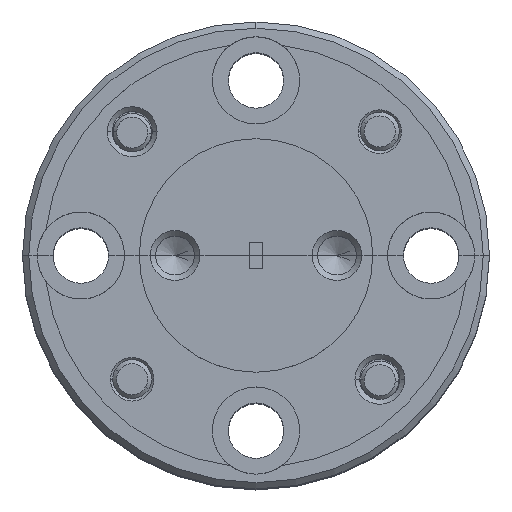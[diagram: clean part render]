
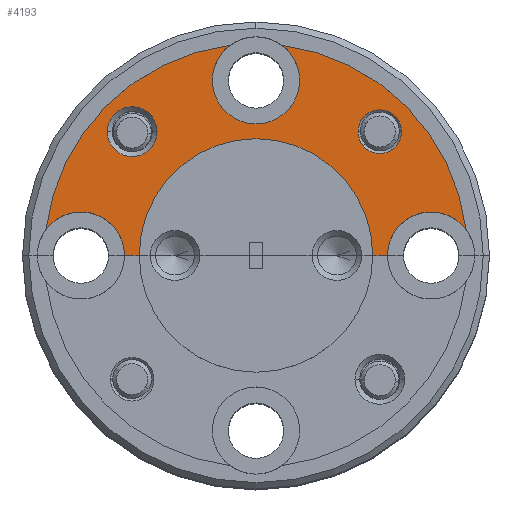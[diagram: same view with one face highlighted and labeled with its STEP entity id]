
A CAD part, top view. The second image highlights one B-rep face of the part: STEP entity #4193.
In plain terms, the highlighted planar face has unit normal (0, 0, 1).
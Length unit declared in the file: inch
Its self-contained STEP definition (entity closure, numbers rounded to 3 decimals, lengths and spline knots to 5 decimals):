
#63 = LINE ( 'NONE', #6486, #5517 ) ;
#139 = AXIS2_PLACEMENT_3D ( 'NONE', #10109, #7963, #9151 ) ;
#535 = AXIS2_PLACEMENT_3D ( 'NONE', #12344, #7370, #6216 ) ;
#605 = CIRCLE ( 'NONE', #7073, 0.34 ) ;
#884 = CARTESIAN_POINT ( 'NONE',  ( 0.28125, 0., -0.02 ) ) ;
#967 = DIRECTION ( 'NONE',  ( 0., 0., 1. ) ) ;
#1023 = DIRECTION ( 'NONE',  ( 1., 0., 0. ) ) ;
#1109 = AXIS2_PLACEMENT_3D ( 'NONE', #3549, #11920, #3690 ) ;
#1134 = DIRECTION ( 'NONE',  ( 1., 0., 0. ) ) ;
#1228 = AXIS2_PLACEMENT_3D ( 'NONE', #6889, #1700, #7637 ) ;
#1376 = EDGE_LOOP ( 'NONE', ( #3911, #10508 ) ) ;
#1480 = CIRCLE ( 'NONE', #6027, 0.1875 ) ;
#1542 = CIRCLE ( 'NONE', #4349, 0.04 ) ;
#1582 = ORIENTED_EDGE ( 'NONE', *, *, #6299, .T. ) ;
#1700 = DIRECTION ( 'NONE',  ( 0., 0., 1. ) ) ;
#1717 = CARTESIAN_POINT ( 'NONE',  ( 0.1875, 0., -0.02 ) ) ;
#1764 = VERTEX_POINT ( 'NONE', #11861 ) ;
#1769 = EDGE_CURVE ( 'NONE', #7763, #8469, #2543, .T. ) ;
#2335 = DIRECTION ( 'NONE',  ( 0., 0., 1. ) ) ;
#2356 = CIRCLE ( 'NONE', #3850, 0.07 ) ;
#2369 = VERTEX_POINT ( 'NONE', #12674 ) ;
#2481 = CARTESIAN_POINT ( 'NONE',  ( 0.19887, 0.19887, -0.02 ) ) ;
#2543 = CIRCLE ( 'NONE', #12439, 0.035 ) ;
#2694 = EDGE_CURVE ( 'NONE', #2942, #5601, #10262, .T. ) ;
#2942 = VERTEX_POINT ( 'NONE', #11927 ) ;
#3076 = DIRECTION ( 'NONE',  ( 0., 0., 1. ) ) ;
#3077 = EDGE_CURVE ( 'NONE', #8743, #10206, #7036, .T. ) ;
#3109 = CARTESIAN_POINT ( 'NONE',  ( -0.19887, 0.19887, -0.02 ) ) ;
#3214 = CARTESIAN_POINT ( 'NONE',  ( 0., 0.28125, -0.02 ) ) ;
#3295 = PLANE ( 'NONE',  #12186 ) ;
#3336 = CARTESIAN_POINT ( 'NONE',  ( -0.19887, 0.19887, -0.02 ) ) ;
#3518 = CARTESIAN_POINT ( 'NONE',  ( 0.04177, 0.33742, -0.02 ) ) ;
#3549 = CARTESIAN_POINT ( 'NONE',  ( 0., 0.28125, -0.02 ) ) ;
#3690 = DIRECTION ( 'NONE',  ( 1., 0., 0. ) ) ;
#3732 = EDGE_CURVE ( 'NONE', #4492, #7668, #63, .T. ) ;
#3850 = AXIS2_PLACEMENT_3D ( 'NONE', #884, #13213, #1023 ) ;
#3909 = CIRCLE ( 'NONE', #6927, 0.035 ) ;
#3911 = ORIENTED_EDGE ( 'NONE', *, *, #1769, .F. ) ;
#4131 = EDGE_LOOP ( 'NONE', ( #6395, #6524, #4495, #11635, #9743, #1582, #5854, #4454, #10502, #9998 ) ) ;
#4193 = ADVANCED_FACE ( 'NONE', ( #8555, #10436, #11386 ), #3295, .T. ) ;
#4211 = CARTESIAN_POINT ( 'NONE',  ( 0.19887, 0.19887, -0.02 ) ) ;
#4349 = AXIS2_PLACEMENT_3D ( 'NONE', #3336, #2335, #6444 ) ;
#4391 = EDGE_LOOP ( 'NONE', ( #7227, #12170 ) ) ;
#4454 = ORIENTED_EDGE ( 'NONE', *, *, #12954, .F. ) ;
#4492 = VERTEX_POINT ( 'NONE', #6987 ) ;
#4495 = ORIENTED_EDGE ( 'NONE', *, *, #5407, .F. ) ;
#4553 = DIRECTION ( 'NONE',  ( 1., 0., 0. ) ) ;
#5360 = DIRECTION ( 'NONE',  ( 0., 0., 1. ) ) ;
#5407 = EDGE_CURVE ( 'NONE', #6835, #5601, #13019, .T. ) ;
#5517 = VECTOR ( 'NONE', #7426, 39.37008 ) ;
#5553 = LINE ( 'NONE', #9658, #8953 ) ;
#5583 = CIRCLE ( 'NONE', #13094, 0.04 ) ;
#5601 = VERTEX_POINT ( 'NONE', #3518 ) ;
#5840 = CARTESIAN_POINT ( 'NONE',  ( -0.15887, 0.19887, -0.02 ) ) ;
#5854 = ORIENTED_EDGE ( 'NONE', *, *, #3077, .F. ) ;
#6027 = AXIS2_PLACEMENT_3D ( 'NONE', #7207, #10234, #12267 ) ;
#6158 = CARTESIAN_POINT ( 'NONE',  ( -0.21125, 0., -0.02 ) ) ;
#6186 = CARTESIAN_POINT ( 'NONE',  ( -0.23887, 0.19887, -0.02 ) ) ;
#6216 = DIRECTION ( 'NONE',  ( 1., 0., 0. ) ) ;
#6299 = EDGE_CURVE ( 'NONE', #2369, #10206, #605, .T. ) ;
#6354 = VERTEX_POINT ( 'NONE', #11563 ) ;
#6395 = ORIENTED_EDGE ( 'NONE', *, *, #6636, .F. ) ;
#6444 = DIRECTION ( 'NONE',  ( 1., 0., 0. ) ) ;
#6471 = AXIS2_PLACEMENT_3D ( 'NONE', #3214, #3076, #7199 ) ;
#6486 = CARTESIAN_POINT ( 'NONE',  ( -0.375, 0., -0.02 ) ) ;
#6524 = ORIENTED_EDGE ( 'NONE', *, *, #2694, .T. ) ;
#6636 = EDGE_CURVE ( 'NONE', #2942, #4492, #2356, .T. ) ;
#6835 = VERTEX_POINT ( 'NONE', #7639 ) ;
#6889 = CARTESIAN_POINT ( 'NONE',  ( -0.28125, 0., -0.02 ) ) ;
#6927 = AXIS2_PLACEMENT_3D ( 'NONE', #4211, #967, #12364 ) ;
#6987 = CARTESIAN_POINT ( 'NONE',  ( 0.21125, 0., -0.02 ) ) ;
#7036 = CIRCLE ( 'NONE', #1228, 0.07 ) ;
#7073 = AXIS2_PLACEMENT_3D ( 'NONE', #12563, #5360, #4553 ) ;
#7199 = DIRECTION ( 'NONE',  ( 1., 0., 0. ) ) ;
#7207 = CARTESIAN_POINT ( 'NONE',  ( 0., 0., -0.02 ) ) ;
#7208 = CARTESIAN_POINT ( 'NONE',  ( 0., 0., -0.02 ) ) ;
#7227 = ORIENTED_EDGE ( 'NONE', *, *, #12391, .F. ) ;
#7312 = CARTESIAN_POINT ( 'NONE',  ( 0.23387, 0.19887, -0.02 ) ) ;
#7370 = DIRECTION ( 'NONE',  ( 0., 0., 1. ) ) ;
#7426 = DIRECTION ( 'NONE',  ( -1., 0., 0. ) ) ;
#7524 = VERTEX_POINT ( 'NONE', #6186 ) ;
#7611 = EDGE_CURVE ( 'NONE', #2369, #1764, #7770, .T. ) ;
#7637 = DIRECTION ( 'NONE',  ( 1., 0., 0. ) ) ;
#7639 = CARTESIAN_POINT ( 'NONE',  ( 0.07, 0.28125, -0.02 ) ) ;
#7668 = VERTEX_POINT ( 'NONE', #1717 ) ;
#7763 = VERTEX_POINT ( 'NONE', #7312 ) ;
#7770 = CIRCLE ( 'NONE', #6471, 0.07 ) ;
#7963 = DIRECTION ( 'NONE',  ( 0., 0., 1. ) ) ;
#8033 = EDGE_CURVE ( 'NONE', #7668, #6354, #1480, .T. ) ;
#8122 = DIRECTION ( 'NONE',  ( 0., 0., 1. ) ) ;
#8469 = VERTEX_POINT ( 'NONE', #10215 ) ;
#8555 = FACE_BOUND ( 'NONE', #4391, .T. ) ;
#8619 = DIRECTION ( 'NONE',  ( 0., 0., 1. ) ) ;
#8692 = EDGE_CURVE ( 'NONE', #7524, #9792, #5583, .T. ) ;
#8743 = VERTEX_POINT ( 'NONE', #6158 ) ;
#8953 = VECTOR ( 'NONE', #10807, 39.37008 ) ;
#9151 = DIRECTION ( 'NONE',  ( 1., 0., 0. ) ) ;
#9658 = CARTESIAN_POINT ( 'NONE',  ( -0.375, 0., -0.02 ) ) ;
#9743 = ORIENTED_EDGE ( 'NONE', *, *, #7611, .F. ) ;
#9792 = VERTEX_POINT ( 'NONE', #5840 ) ;
#9998 = ORIENTED_EDGE ( 'NONE', *, *, #3732, .F. ) ;
#10109 = CARTESIAN_POINT ( 'NONE',  ( 0., 0., -0.02 ) ) ;
#10206 = VERTEX_POINT ( 'NONE', #10212 ) ;
#10212 = CARTESIAN_POINT ( 'NONE',  ( -0.33743, 0.04177, -0.02 ) ) ;
#10215 = CARTESIAN_POINT ( 'NONE',  ( 0.16387, 0.19887, -0.02 ) ) ;
#10234 = DIRECTION ( 'NONE',  ( 0., 0., 1. ) ) ;
#10262 = CIRCLE ( 'NONE', #139, 0.34 ) ;
#10305 = DIRECTION ( 'NONE',  ( 0., 0., 1. ) ) ;
#10436 = FACE_BOUND ( 'NONE', #1376, .T. ) ;
#10502 = ORIENTED_EDGE ( 'NONE', *, *, #8033, .F. ) ;
#10508 = ORIENTED_EDGE ( 'NONE', *, *, #10667, .F. ) ;
#10667 = EDGE_CURVE ( 'NONE', #8469, #7763, #3909, .T. ) ;
#10807 = DIRECTION ( 'NONE',  ( -1., 0., 0. ) ) ;
#11386 = FACE_OUTER_BOUND ( 'NONE', #4131, .T. ) ;
#11422 = DIRECTION ( 'NONE',  ( 1., 0., 0. ) ) ;
#11563 = CARTESIAN_POINT ( 'NONE',  ( -0.1875, 0., -0.02 ) ) ;
#11599 = DIRECTION ( 'NONE',  ( 1., 0., 0. ) ) ;
#11635 = ORIENTED_EDGE ( 'NONE', *, *, #11733, .F. ) ;
#11733 = EDGE_CURVE ( 'NONE', #1764, #6835, #12733, .T. ) ;
#11861 = CARTESIAN_POINT ( 'NONE',  ( -0.07, 0.28125, -0.02 ) ) ;
#11920 = DIRECTION ( 'NONE',  ( 0., 0., 1. ) ) ;
#11927 = CARTESIAN_POINT ( 'NONE',  ( 0.33743, 0.04177, -0.02 ) ) ;
#12170 = ORIENTED_EDGE ( 'NONE', *, *, #8692, .F. ) ;
#12186 = AXIS2_PLACEMENT_3D ( 'NONE', #7208, #10305, #1134 ) ;
#12267 = DIRECTION ( 'NONE',  ( 1., 0., 0. ) ) ;
#12344 = CARTESIAN_POINT ( 'NONE',  ( 0., 0.28125, -0.02 ) ) ;
#12364 = DIRECTION ( 'NONE',  ( 1., 0., 0. ) ) ;
#12391 = EDGE_CURVE ( 'NONE', #9792, #7524, #1542, .T. ) ;
#12439 = AXIS2_PLACEMENT_3D ( 'NONE', #2481, #8619, #11599 ) ;
#12563 = CARTESIAN_POINT ( 'NONE',  ( 0., 0., -0.02 ) ) ;
#12674 = CARTESIAN_POINT ( 'NONE',  ( -0.04177, 0.33743, -0.02 ) ) ;
#12733 = CIRCLE ( 'NONE', #1109, 0.07 ) ;
#12954 = EDGE_CURVE ( 'NONE', #6354, #8743, #5553, .T. ) ;
#13019 = CIRCLE ( 'NONE', #535, 0.07 ) ;
#13094 = AXIS2_PLACEMENT_3D ( 'NONE', #3109, #8122, #11422 ) ;
#13213 = DIRECTION ( 'NONE',  ( 0., 0., 1. ) ) ;
